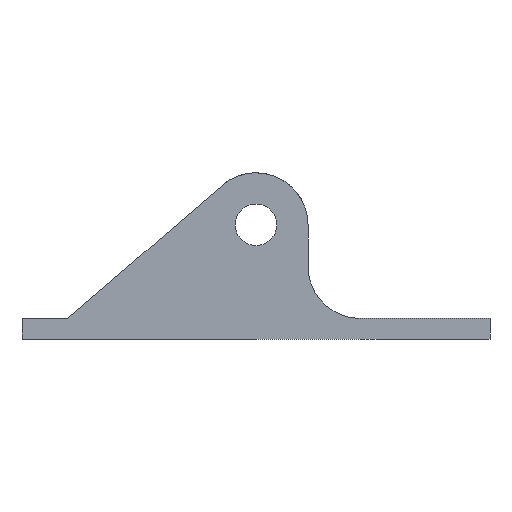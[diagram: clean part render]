
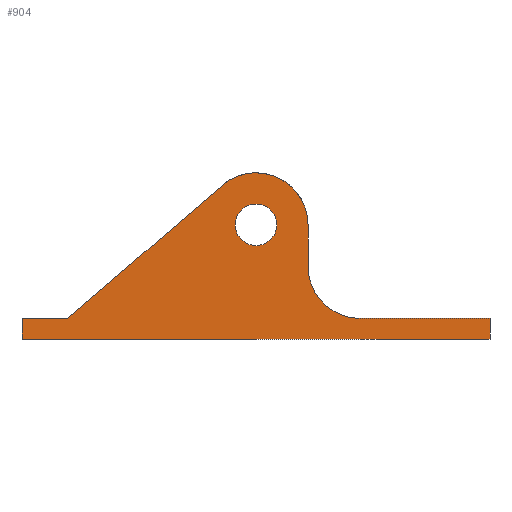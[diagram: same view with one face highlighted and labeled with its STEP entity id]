
A CAD part, left-side view. The second image highlights one B-rep face of the part: STEP entity #904.
In plain terms, the highlighted planar face has unit normal (-1, 0, 0).
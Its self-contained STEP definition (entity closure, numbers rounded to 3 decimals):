
#10 = CARTESIAN_POINT ( 'NONE',  ( 0., 0., 0. ) ) ;
#22 = EDGE_CURVE ( 'NONE', #111, #390, #169, .T. ) ;
#32 = VERTEX_POINT ( 'NONE', #653 ) ;
#61 = DIRECTION ( 'NONE',  ( 0., -1., 0. ) ) ;
#91 = LINE ( 'NONE', #10, #911 ) ;
#97 = PLANE ( 'NONE',  #817 ) ;
#111 = VERTEX_POINT ( 'NONE', #795 ) ;
#115 = VECTOR ( 'NONE', #768, 1000. ) ;
#162 = EDGE_CURVE ( 'NONE', #624, #209, #1008, .T. ) ;
#166 = VECTOR ( 'NONE', #61, 1000. ) ;
#168 = DIRECTION ( 'NONE',  ( 0., -1., 0. ) ) ;
#169 = CIRCLE ( 'NONE', #447, 10. ) ;
#178 = ORIENTED_EDGE ( 'NONE', *, *, #830, .T. ) ;
#195 = CARTESIAN_POINT ( 'NONE',  ( 0., 51., 22. ) ) ;
#209 = VERTEX_POINT ( 'NONE', #195 ) ;
#226 = LINE ( 'NONE', #546, #315 ) ;
#233 = CARTESIAN_POINT ( 'NONE',  ( 0., 35., 14. ) ) ;
#247 = VERTEX_POINT ( 'NONE', #345 ) ;
#263 = ORIENTED_EDGE ( 'NONE', *, *, #999, .F. ) ;
#264 = ORIENTED_EDGE ( 'NONE', *, *, #562, .T. ) ;
#276 = CARTESIAN_POINT ( 'NONE',  ( 0., 40.898, 47.382 ) ) ;
#296 = CIRCLE ( 'NONE', #718, 4. ) ;
#305 = CARTESIAN_POINT ( 'NONE',  ( 0., 35., 4. ) ) ;
#315 = VECTOR ( 'NONE', #771, 1000. ) ;
#317 = EDGE_CURVE ( 'NONE', #876, #111, #226, .T. ) ;
#332 = CARTESIAN_POINT ( 'NONE',  ( 0., 55., 22. ) ) ;
#340 = EDGE_CURVE ( 'NONE', #247, #684, #850, .T. ) ;
#345 = CARTESIAN_POINT ( 'NONE',  ( 0., 100., 4. ) ) ;
#362 = DIRECTION ( 'NONE',  ( 1., 0., 0. ) ) ;
#365 = EDGE_LOOP ( 'NONE', ( #264, #499, #263, #611, #893, #419, #606, #774, #872 ) ) ;
#390 = VERTEX_POINT ( 'NONE', #700 ) ;
#402 = CARTESIAN_POINT ( 'NONE',  ( 0., 55., 22. ) ) ;
#403 = DIRECTION ( 'NONE',  ( 0., 0., -1. ) ) ;
#419 = ORIENTED_EDGE ( 'NONE', *, *, #745, .F. ) ;
#424 = VERTEX_POINT ( 'NONE', #305 ) ;
#447 = AXIS2_PLACEMENT_3D ( 'NONE', #402, #662, #640 ) ;
#450 = CARTESIAN_POINT ( 'NONE',  ( 0., 0., 4. ) ) ;
#454 = CARTESIAN_POINT ( 'NONE',  ( 0., 10., -5. ) ) ;
#457 = CARTESIAN_POINT ( 'NONE',  ( 0., 100., 5. ) ) ;
#468 = CARTESIAN_POINT ( 'NONE',  ( 0., 91.159, 4. ) ) ;
#469 = VECTOR ( 'NONE', #608, 1000. ) ;
#496 = FACE_OUTER_BOUND ( 'NONE', #365, .T. ) ;
#499 = ORIENTED_EDGE ( 'NONE', *, *, #340, .F. ) ;
#501 = FACE_BOUND ( 'NONE', #573, .T. ) ;
#506 = AXIS2_PLACEMENT_3D ( 'NONE', #599, #362, #762 ) ;
#544 = DIRECTION ( 'NONE',  ( 0., 0., 1. ) ) ;
#546 = CARTESIAN_POINT ( 'NONE',  ( 0., 45., 0. ) ) ;
#552 = VECTOR ( 'NONE', #544, 1000. ) ;
#562 = EDGE_CURVE ( 'NONE', #390, #684, #990, .T. ) ;
#572 = CIRCLE ( 'NONE', #865, 10. ) ;
#573 = EDGE_LOOP ( 'NONE', ( #760, #178 ) ) ;
#599 = CARTESIAN_POINT ( 'NONE',  ( 0., 55., 22. ) ) ;
#606 = ORIENTED_EDGE ( 'NONE', *, *, #744, .T. ) ;
#608 = DIRECTION ( 'NONE',  ( 0., 0.757, -0.653 ) ) ;
#611 = ORIENTED_EDGE ( 'NONE', *, *, #864, .T. ) ;
#616 = VERTEX_POINT ( 'NONE', #682 ) ;
#624 = VERTEX_POINT ( 'NONE', #836 ) ;
#631 = DIRECTION ( 'NONE',  ( 1., 0., 0. ) ) ;
#640 = DIRECTION ( 'NONE',  ( 0., -1., 0. ) ) ;
#653 = CARTESIAN_POINT ( 'NONE',  ( 0., 100., 0. ) ) ;
#654 = DIRECTION ( 'NONE',  ( 1., 0., 0. ) ) ;
#662 = DIRECTION ( 'NONE',  ( -1., 0., 0. ) ) ;
#663 = CARTESIAN_POINT ( 'NONE',  ( 0., 45., 14. ) ) ;
#682 = CARTESIAN_POINT ( 'NONE',  ( 0., 10., 4. ) ) ;
#684 = VERTEX_POINT ( 'NONE', #468 ) ;
#700 = CARTESIAN_POINT ( 'NONE',  ( 0., 61.534, 29.57 ) ) ;
#716 = CARTESIAN_POINT ( 'NONE',  ( 0., 10., 4. ) ) ;
#718 = AXIS2_PLACEMENT_3D ( 'NONE', #332, #654, #886 ) ;
#744 = EDGE_CURVE ( 'NONE', #424, #876, #572, .T. ) ;
#745 = EDGE_CURVE ( 'NONE', #424, #616, #874, .T. ) ;
#746 = VERTEX_POINT ( 'NONE', #926 ) ;
#756 = EDGE_CURVE ( 'NONE', #746, #616, #870, .T. ) ;
#760 = ORIENTED_EDGE ( 'NONE', *, *, #162, .T. ) ;
#762 = DIRECTION ( 'NONE',  ( 0., -1., 0. ) ) ;
#768 = DIRECTION ( 'NONE',  ( 0., 0., 1. ) ) ;
#771 = DIRECTION ( 'NONE',  ( 0., 0., 1. ) ) ;
#774 = ORIENTED_EDGE ( 'NONE', *, *, #317, .T. ) ;
#786 = DIRECTION ( 'NONE',  ( 0., 0., -1. ) ) ;
#795 = CARTESIAN_POINT ( 'NONE',  ( 0., 45., 22. ) ) ;
#796 = CARTESIAN_POINT ( 'NONE',  ( 0., 0., 5. ) ) ;
#814 = DIRECTION ( 'NONE',  ( 1., 0., 0. ) ) ;
#817 = AXIS2_PLACEMENT_3D ( 'NONE', #796, #814, #403 ) ;
#830 = EDGE_CURVE ( 'NONE', #209, #624, #296, .T. ) ;
#836 = CARTESIAN_POINT ( 'NONE',  ( 0., 59., 22. ) ) ;
#850 = LINE ( 'NONE', #450, #901 ) ;
#864 = EDGE_CURVE ( 'NONE', #32, #746, #91, .T. ) ;
#865 = AXIS2_PLACEMENT_3D ( 'NONE', #233, #631, #786 ) ;
#870 = LINE ( 'NONE', #454, #115 ) ;
#872 = ORIENTED_EDGE ( 'NONE', *, *, #22, .T. ) ;
#874 = LINE ( 'NONE', #716, #166 ) ;
#876 = VERTEX_POINT ( 'NONE', #663 ) ;
#886 = DIRECTION ( 'NONE',  ( 0., -1., 0. ) ) ;
#893 = ORIENTED_EDGE ( 'NONE', *, *, #756, .T. ) ;
#901 = VECTOR ( 'NONE', #937, 1000. ) ;
#904 = ADVANCED_FACE ( 'NONE', ( #501, #496 ), #97, .F. ) ;
#911 = VECTOR ( 'NONE', #168, 1000. ) ;
#926 = CARTESIAN_POINT ( 'NONE',  ( 0., 10., 0. ) ) ;
#937 = DIRECTION ( 'NONE',  ( 0., -1., 0. ) ) ;
#990 = LINE ( 'NONE', #276, #469 ) ;
#999 = EDGE_CURVE ( 'NONE', #32, #247, #1007, .T. ) ;
#1007 = LINE ( 'NONE', #457, #552 ) ;
#1008 = CIRCLE ( 'NONE', #506, 4. ) ;
